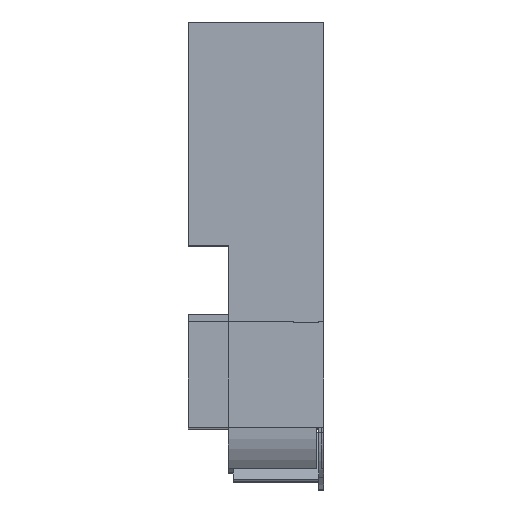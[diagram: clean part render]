
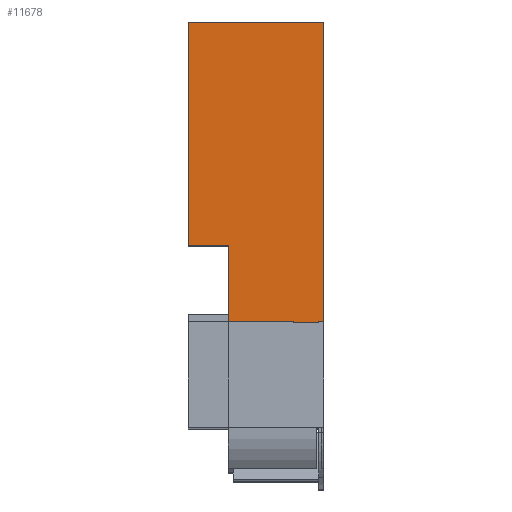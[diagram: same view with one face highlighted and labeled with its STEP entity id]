
A CAD part, top view. The second image highlights one B-rep face of the part: STEP entity #11678.
In plain terms, the highlighted face is planar.
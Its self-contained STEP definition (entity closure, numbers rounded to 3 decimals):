
#2043=ORIENTED_EDGE('',*,*,#3701,.F.);
#2044=ORIENTED_EDGE('',*,*,#3451,.F.);
#2045=ORIENTED_EDGE('',*,*,#4078,.F.);
#2046=ORIENTED_EDGE('',*,*,#4079,.F.);
#2047=ORIENTED_EDGE('',*,*,#4080,.T.);
#2048=ORIENTED_EDGE('',*,*,#3455,.F.);
#2049=ORIENTED_EDGE('',*,*,#4081,.T.);
#2050=ORIENTED_EDGE('',*,*,#3918,.T.);
#2051=ORIENTED_EDGE('',*,*,#4082,.F.);
#2052=ORIENTED_EDGE('',*,*,#4083,.F.);
#3451=EDGE_CURVE('',#4643,#4644,#5578,.T.);
#3455=EDGE_CURVE('',#4647,#4648,#5582,.T.);
#3701=EDGE_CURVE('',#4644,#4832,#5768,.T.);
#3918=EDGE_CURVE('',#5017,#5016,#5964,.T.);
#4078=EDGE_CURVE('',#5107,#4643,#6106,.T.);
#4079=EDGE_CURVE('',#5108,#5107,#6107,.T.);
#4080=EDGE_CURVE('',#5108,#4648,#6108,.T.);
#4081=EDGE_CURVE('',#4647,#5017,#6109,.T.);
#4082=EDGE_CURVE('',#5109,#5016,#6110,.T.);
#4083=EDGE_CURVE('',#4832,#5109,#6111,.T.);
#4643=VERTEX_POINT('',#15904);
#4644=VERTEX_POINT('',#15906);
#4647=VERTEX_POINT('',#15912);
#4648=VERTEX_POINT('',#15914);
#4832=VERTEX_POINT('',#16396);
#5016=VERTEX_POINT('',#16831);
#5017=VERTEX_POINT('',#16833);
#5107=VERTEX_POINT('',#17140);
#5108=VERTEX_POINT('',#17142);
#5109=VERTEX_POINT('',#17146);
#5578=LINE('',#15905,#6695);
#5582=LINE('',#15913,#6699);
#5768=LINE('',#16395,#6885);
#5964=LINE('',#16832,#7081);
#6106=LINE('',#17139,#7223);
#6107=LINE('',#17141,#7224);
#6108=LINE('',#17143,#7225);
#6109=LINE('',#17144,#7226);
#6110=LINE('',#17145,#7227);
#6111=LINE('',#17147,#7228);
#6695=VECTOR('',#13393,1000.);
#6699=VECTOR('',#13397,1000.);
#6885=VECTOR('',#13807,1000.);
#7081=VECTOR('',#14115,1000.);
#7223=VECTOR('',#14407,1000.);
#7224=VECTOR('',#14408,1000.);
#7225=VECTOR('',#14409,1000.);
#7226=VECTOR('',#14410,1000.);
#7227=VECTOR('',#14411,1000.);
#7228=VECTOR('',#14412,1000.);
#7814=EDGE_LOOP('',(#2043,#2044,#2045,#2046,#2047,#2048,#2049,#2050,#2051,
#2052));
#8337=FACE_BOUND('',#7814,.T.);
#8729=PLANE('',#12353);
#11678=ADVANCED_FACE('',(#8337),#8729,.T.);
#12353=AXIS2_PLACEMENT_3D('',#17138,#14405,#14406);
#13393=DIRECTION('',(0.,0.,1.));
#13397=DIRECTION('',(0.,0.,1.));
#13807=DIRECTION('',(-1.,0.,0.));
#14115=DIRECTION('',(0.,0.,1.));
#14405=DIRECTION('',(0.,1.,0.));
#14406=DIRECTION('',(0.,0.,1.));
#14407=DIRECTION('',(-1.,0.,0.));
#14408=DIRECTION('',(0.,0.,1.));
#14409=DIRECTION('',(-1.,0.,0.));
#14410=DIRECTION('',(-1.,0.,0.));
#14411=DIRECTION('',(-1.,0.,0.));
#14412=DIRECTION('',(0.,0.,1.));
#15904=CARTESIAN_POINT('',(59.5,0.,-21.));
#15905=CARTESIAN_POINT('',(59.5,0.,-27.));
#15906=CARTESIAN_POINT('',(59.5,0.,-8.));
#15912=CARTESIAN_POINT('',(59.5,0.,-27.));
#15913=CARTESIAN_POINT('',(59.5,0.,-27.));
#15914=CARTESIAN_POINT('',(59.5,0.,-26.));
#16395=CARTESIAN_POINT('',(59.5,0.,-8.));
#16396=CARTESIAN_POINT('',(44.3,0.,-8.));
#16831=CARTESIAN_POINT('',(0.,0.,0.));
#16832=CARTESIAN_POINT('',(0.,0.,-27.));
#16833=CARTESIAN_POINT('',(0.,0.,-27.));
#17138=CARTESIAN_POINT('',(59.5,0.,-27.));
#17139=CARTESIAN_POINT('',(59.6,0.,-21.));
#17140=CARTESIAN_POINT('',(59.6,0.,-21.));
#17141=CARTESIAN_POINT('',(59.6,0.,-26.));
#17142=CARTESIAN_POINT('',(59.6,0.,-26.));
#17143=CARTESIAN_POINT('',(59.6,0.,-26.));
#17144=CARTESIAN_POINT('',(59.5,0.,-27.));
#17145=CARTESIAN_POINT('',(44.3,0.,0.));
#17146=CARTESIAN_POINT('',(44.3,0.,0.));
#17147=CARTESIAN_POINT('',(44.3,0.,-8.));
